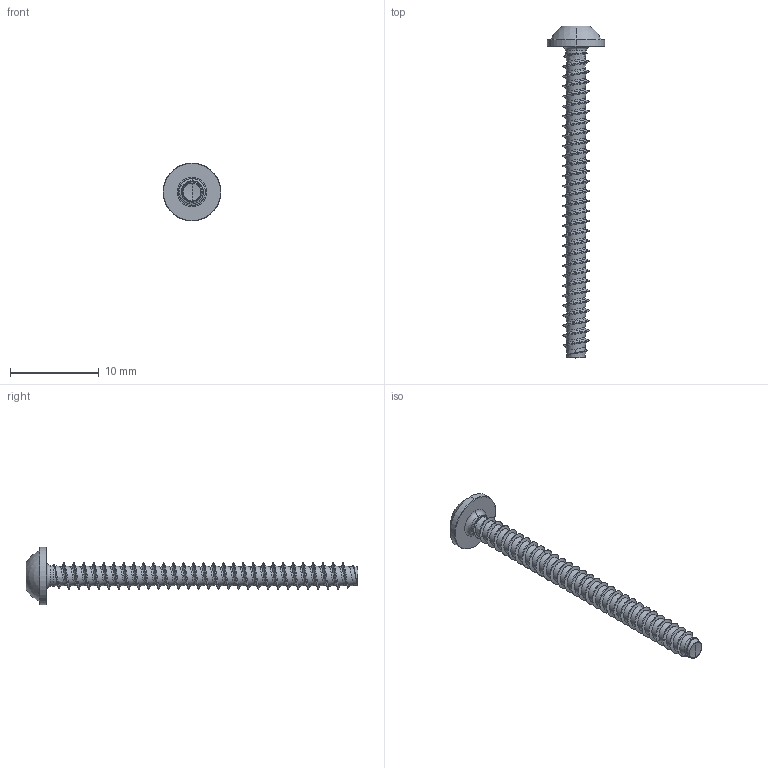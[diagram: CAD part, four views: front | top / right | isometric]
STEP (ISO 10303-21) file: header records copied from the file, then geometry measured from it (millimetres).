
FILE_DESCRIPTION (( 'STEP AP203' ), '1' );
FILE_NAME ('STP380300350.STEP', '2017-08-15T17:39:16', ( '' ), ( '' ), 'SwSTEP 2.0', 'SolidWorks 2015', '' );
FILE_SCHEMA (( 'CONFIG_CONTROL_DESIGN' ));
Length unit declared in the file: millimetre
Products named in the file (1): STP380300350
Bounding box: 6.5 x 37.3 x 6.5 mm (x, y, z)
Volume: 188.2 mm3; surface area: 490.1 mm2
Topology: 1 solids, 1 shells, 146 faces, 381 edges, 238 vertices
Faces by surface type: cylinder 86, bspline 35, cone 10, torus 8, sphere 4, plane 3
Entity records: 36148 total; most frequent: CARTESIAN_POINT 33069, ORIENTED_EDGE 758, DIRECTION 460, EDGE_CURVE 379, VERTEX_POINT 238, AXIS2_PLACEMENT_3D 180, B_SPLINE_CURVE_WITH_KNOTS 150, EDGE_LOOP 149
